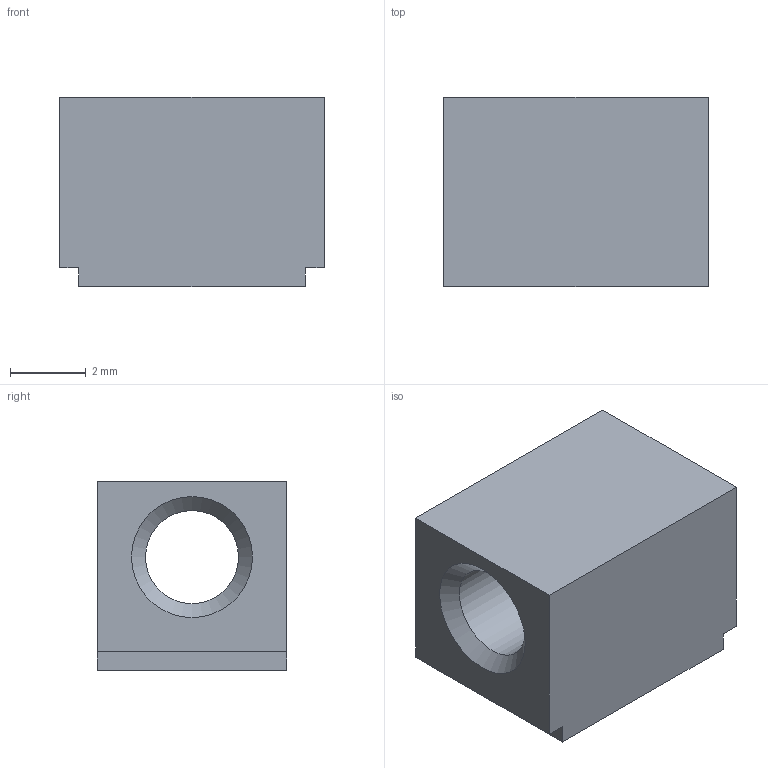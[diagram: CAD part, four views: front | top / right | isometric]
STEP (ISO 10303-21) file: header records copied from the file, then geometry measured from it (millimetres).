
FILE_DESCRIPTION(('FreeCAD Model'),'2;1');
FILE_NAME('Mounting_Wuerth_WA-SMRA.step','2019-05-29T20:40:46',('kicad StepUp'),('ksu MCAD'), 'Open CASCADE STEP processor 6.9','FreeCAD','Unknown');
FILE_SCHEMA(('AUTOMOTIVE_DESIGN { 1 0 10303 214 1 1 1 1 }'));
Length unit declared in the file: millimetre
Products named in the file (1): Mounting_Wuerth_WA-SMRA
Bounding box: 7 x 5 x 5 mm (x, y, z)
Volume: 138.1 mm3; surface area: 230.6 mm2
Topology: 1 solids, 1 shells, 13 faces, 31 edges, 20 vertices
Faces by surface type: plane 10, cone 2, cylinder 1
Full cylindrical faces by diameter (mm): 2.46 x1
Entity records: 398 total; most frequent: CARTESIAN_POINT 65, DIRECTION 63, ORIENTED_EDGE 62, EDGE_CURVE 31, LINE 27, VECTOR 27, VERTEX_POINT 20, AXIS2_PLACEMENT_3D 18
